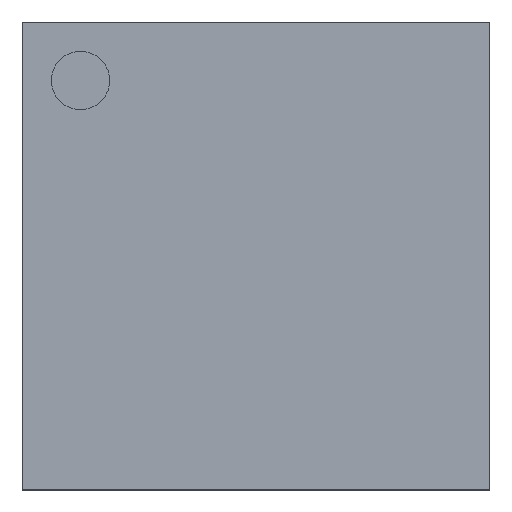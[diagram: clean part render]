
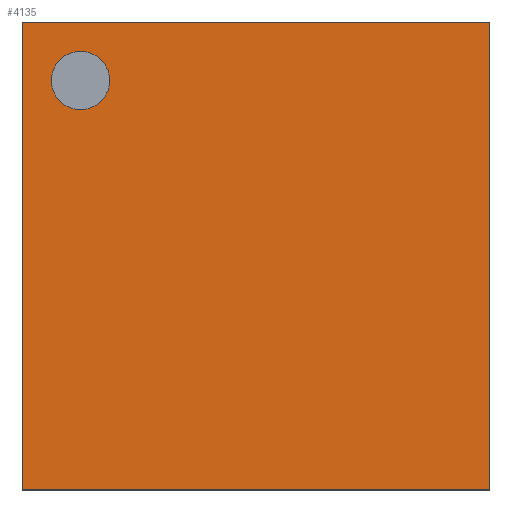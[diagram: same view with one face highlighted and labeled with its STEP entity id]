
A CAD part, top view. The second image highlights one B-rep face of the part: STEP entity #4135.
In plain terms, the highlighted planar face has unit normal (0, 0, 1).
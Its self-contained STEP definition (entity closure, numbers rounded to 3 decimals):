
#3946 = VERTEX_POINT('',#3947);
#3947 = CARTESIAN_POINT('',(-7.5,-7.5,1.5));
#3954 = PLANE('',#3955);
#3955 = AXIS2_PLACEMENT_3D('',#3956,#3957,#3958);
#3956 = CARTESIAN_POINT('',(-7.5,-7.5,0.45));
#3957 = DIRECTION('',(1.,0.,0.));
#3958 = DIRECTION('',(0.,0.,1.));
#3966 = PLANE('',#3967);
#3967 = AXIS2_PLACEMENT_3D('',#3968,#3969,#3970);
#3968 = CARTESIAN_POINT('',(-7.5,-7.5,0.45));
#3969 = DIRECTION('',(0.,1.,0.));
#3970 = DIRECTION('',(0.,0.,1.));
#4007 = VERTEX_POINT('',#4008);
#4008 = CARTESIAN_POINT('',(-7.5,7.5,1.5));
#4022 = PLANE('',#4023);
#4023 = AXIS2_PLACEMENT_3D('',#4024,#4025,#4026);
#4024 = CARTESIAN_POINT('',(-7.5,7.5,0.45));
#4025 = DIRECTION('',(0.,1.,0.));
#4026 = DIRECTION('',(0.,0.,1.));
#4034 = EDGE_CURVE('',#3946,#4007,#4035,.T.);
#4035 = SURFACE_CURVE('',#4036,(#4040,#4047),.PCURVE_S1.);
#4036 = LINE('',#4037,#4038);
#4037 = CARTESIAN_POINT('',(-7.5,-7.5,1.5));
#4038 = VECTOR('',#4039,1.);
#4039 = DIRECTION('',(0.,1.,0.));
#4040 = PCURVE('',#3954,#4041);
#4041 = DEFINITIONAL_REPRESENTATION('',(#4042),#4046);
#4042 = LINE('',#4043,#4044);
#4043 = CARTESIAN_POINT('',(1.05,0.));
#4044 = VECTOR('',#4045,1.);
#4045 = DIRECTION('',(0.,-1.));
#4046 = ( GEOMETRIC_REPRESENTATION_CONTEXT(2) 
PARAMETRIC_REPRESENTATION_CONTEXT() REPRESENTATION_CONTEXT('2D SPACE',''
  ) );
#4047 = PCURVE('',#4048,#4053);
#4048 = PLANE('',#4049);
#4049 = AXIS2_PLACEMENT_3D('',#4050,#4051,#4052);
#4050 = CARTESIAN_POINT('',(-7.5,-7.5,1.5));
#4051 = DIRECTION('',(0.,0.,1.));
#4052 = DIRECTION('',(1.,0.,0.));
#4053 = DEFINITIONAL_REPRESENTATION('',(#4054),#4058);
#4054 = LINE('',#4055,#4056);
#4055 = CARTESIAN_POINT('',(0.,0.));
#4056 = VECTOR('',#4057,1.);
#4057 = DIRECTION('',(0.,1.));
#4058 = ( GEOMETRIC_REPRESENTATION_CONTEXT(2) 
PARAMETRIC_REPRESENTATION_CONTEXT() REPRESENTATION_CONTEXT('2D SPACE',''
  ) );
#4087 = EDGE_CURVE('',#3946,#4088,#4090,.T.);
#4088 = VERTEX_POINT('',#4089);
#4089 = CARTESIAN_POINT('',(7.5,-7.5,1.5));
#4090 = SURFACE_CURVE('',#4091,(#4095,#4102),.PCURVE_S1.);
#4091 = LINE('',#4092,#4093);
#4092 = CARTESIAN_POINT('',(-7.5,-7.5,1.5));
#4093 = VECTOR('',#4094,1.);
#4094 = DIRECTION('',(1.,0.,0.));
#4095 = PCURVE('',#3966,#4096);
#4096 = DEFINITIONAL_REPRESENTATION('',(#4097),#4101);
#4097 = LINE('',#4098,#4099);
#4098 = CARTESIAN_POINT('',(1.05,0.));
#4099 = VECTOR('',#4100,1.);
#4100 = DIRECTION('',(0.,1.));
#4101 = ( GEOMETRIC_REPRESENTATION_CONTEXT(2) 
PARAMETRIC_REPRESENTATION_CONTEXT() REPRESENTATION_CONTEXT('2D SPACE',''
  ) );
#4102 = PCURVE('',#4048,#4103);
#4103 = DEFINITIONAL_REPRESENTATION('',(#4104),#4108);
#4104 = LINE('',#4105,#4106);
#4105 = CARTESIAN_POINT('',(0.,0.));
#4106 = VECTOR('',#4107,1.);
#4107 = DIRECTION('',(1.,0.));
#4108 = ( GEOMETRIC_REPRESENTATION_CONTEXT(2) 
PARAMETRIC_REPRESENTATION_CONTEXT() REPRESENTATION_CONTEXT('2D SPACE',''
  ) );
#4124 = PLANE('',#4125);
#4125 = AXIS2_PLACEMENT_3D('',#4126,#4127,#4128);
#4126 = CARTESIAN_POINT('',(7.5,-7.5,0.45));
#4127 = DIRECTION('',(1.,0.,0.));
#4128 = DIRECTION('',(0.,0.,1.));
#4135 = ADVANCED_FACE('',(#4136,#4184),#4048,.T.);
#4136 = FACE_BOUND('',#4137,.T.);
#4137 = EDGE_LOOP('',(#4138,#4139,#4140,#4163));
#4138 = ORIENTED_EDGE('',*,*,#4034,.F.);
#4139 = ORIENTED_EDGE('',*,*,#4087,.T.);
#4140 = ORIENTED_EDGE('',*,*,#4141,.T.);
#4141 = EDGE_CURVE('',#4088,#4142,#4144,.T.);
#4142 = VERTEX_POINT('',#4143);
#4143 = CARTESIAN_POINT('',(7.5,7.5,1.5));
#4144 = SURFACE_CURVE('',#4145,(#4149,#4156),.PCURVE_S1.);
#4145 = LINE('',#4146,#4147);
#4146 = CARTESIAN_POINT('',(7.5,-7.5,1.5));
#4147 = VECTOR('',#4148,1.);
#4148 = DIRECTION('',(0.,1.,0.));
#4149 = PCURVE('',#4048,#4150);
#4150 = DEFINITIONAL_REPRESENTATION('',(#4151),#4155);
#4151 = LINE('',#4152,#4153);
#4152 = CARTESIAN_POINT('',(15.,0.));
#4153 = VECTOR('',#4154,1.);
#4154 = DIRECTION('',(0.,1.));
#4155 = ( GEOMETRIC_REPRESENTATION_CONTEXT(2) 
PARAMETRIC_REPRESENTATION_CONTEXT() REPRESENTATION_CONTEXT('2D SPACE',''
  ) );
#4156 = PCURVE('',#4124,#4157);
#4157 = DEFINITIONAL_REPRESENTATION('',(#4158),#4162);
#4158 = LINE('',#4159,#4160);
#4159 = CARTESIAN_POINT('',(1.05,0.));
#4160 = VECTOR('',#4161,1.);
#4161 = DIRECTION('',(0.,-1.));
#4162 = ( GEOMETRIC_REPRESENTATION_CONTEXT(2) 
PARAMETRIC_REPRESENTATION_CONTEXT() REPRESENTATION_CONTEXT('2D SPACE',''
  ) );
#4163 = ORIENTED_EDGE('',*,*,#4164,.F.);
#4164 = EDGE_CURVE('',#4007,#4142,#4165,.T.);
#4165 = SURFACE_CURVE('',#4166,(#4170,#4177),.PCURVE_S1.);
#4166 = LINE('',#4167,#4168);
#4167 = CARTESIAN_POINT('',(-7.5,7.5,1.5));
#4168 = VECTOR('',#4169,1.);
#4169 = DIRECTION('',(1.,0.,0.));
#4170 = PCURVE('',#4048,#4171);
#4171 = DEFINITIONAL_REPRESENTATION('',(#4172),#4176);
#4172 = LINE('',#4173,#4174);
#4173 = CARTESIAN_POINT('',(0.,15.));
#4174 = VECTOR('',#4175,1.);
#4175 = DIRECTION('',(1.,0.));
#4176 = ( GEOMETRIC_REPRESENTATION_CONTEXT(2) 
PARAMETRIC_REPRESENTATION_CONTEXT() REPRESENTATION_CONTEXT('2D SPACE',''
  ) );
#4177 = PCURVE('',#4022,#4178);
#4178 = DEFINITIONAL_REPRESENTATION('',(#4179),#4183);
#4179 = LINE('',#4180,#4181);
#4180 = CARTESIAN_POINT('',(1.05,0.));
#4181 = VECTOR('',#4182,1.);
#4182 = DIRECTION('',(0.,1.));
#4183 = ( GEOMETRIC_REPRESENTATION_CONTEXT(2) 
PARAMETRIC_REPRESENTATION_CONTEXT() REPRESENTATION_CONTEXT('2D SPACE',''
  ) );
#4184 = FACE_BOUND('',#4185,.T.);
#4185 = EDGE_LOOP('',(#4186));
#4186 = ORIENTED_EDGE('',*,*,#4187,.F.);
#4187 = EDGE_CURVE('',#4188,#4188,#4190,.T.);
#4188 = VERTEX_POINT('',#4189);
#4189 = CARTESIAN_POINT('',(-4.688,5.625,1.5));
#4190 = SURFACE_CURVE('',#4191,(#4196,#4203),.PCURVE_S1.);
#4191 = CIRCLE('',#4192,0.938);
#4192 = AXIS2_PLACEMENT_3D('',#4193,#4194,#4195);
#4193 = CARTESIAN_POINT('',(-5.625,5.625,1.5));
#4194 = DIRECTION('',(0.,0.,1.));
#4195 = DIRECTION('',(1.,0.,0.));
#4196 = PCURVE('',#4048,#4197);
#4197 = DEFINITIONAL_REPRESENTATION('',(#4198),#4202);
#4198 = CIRCLE('',#4199,0.938);
#4199 = AXIS2_PLACEMENT_2D('',#4200,#4201);
#4200 = CARTESIAN_POINT('',(1.875,13.125));
#4201 = DIRECTION('',(1.,0.));
#4202 = ( GEOMETRIC_REPRESENTATION_CONTEXT(2) 
PARAMETRIC_REPRESENTATION_CONTEXT() REPRESENTATION_CONTEXT('2D SPACE',''
  ) );
#4203 = PCURVE('',#4204,#4209);
#4204 = CYLINDRICAL_SURFACE('',#4205,0.938);
#4205 = AXIS2_PLACEMENT_3D('',#4206,#4207,#4208);
#4206 = CARTESIAN_POINT('',(-5.625,5.625,1.35));
#4207 = DIRECTION('',(0.,0.,1.));
#4208 = DIRECTION('',(1.,0.,0.));
#4209 = DEFINITIONAL_REPRESENTATION('',(#4210),#4214);
#4210 = LINE('',#4211,#4212);
#4211 = CARTESIAN_POINT('',(0.,0.15));
#4212 = VECTOR('',#4213,1.);
#4213 = DIRECTION('',(1.,0.));
#4214 = ( GEOMETRIC_REPRESENTATION_CONTEXT(2) 
PARAMETRIC_REPRESENTATION_CONTEXT() REPRESENTATION_CONTEXT('2D SPACE',''
  ) );
